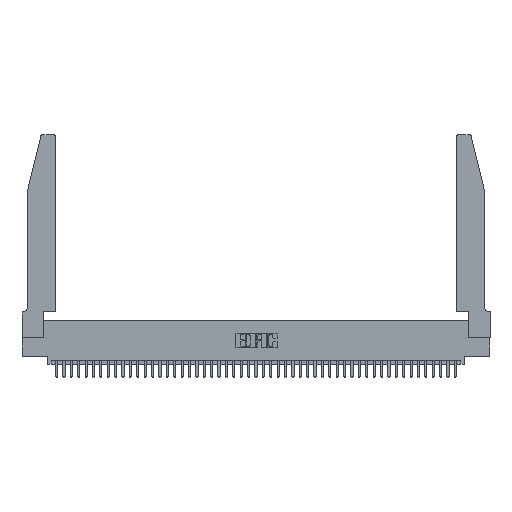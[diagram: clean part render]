
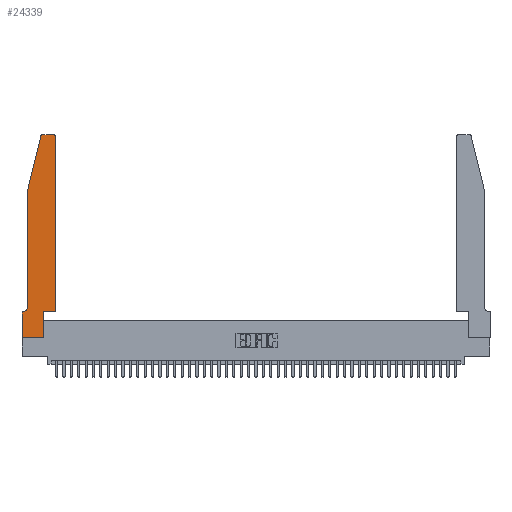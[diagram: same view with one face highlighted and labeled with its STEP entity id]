
A CAD part, top view. The second image highlights one B-rep face of the part: STEP entity #24339.
In plain terms, the highlighted planar face has unit normal (0, 0, 1).
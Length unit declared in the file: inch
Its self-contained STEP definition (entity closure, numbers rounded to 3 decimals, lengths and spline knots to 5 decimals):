
#434 = CARTESIAN_POINT ( 'NONE',  ( 0., 0., 0.37 ) ) ;
#1438 = CARTESIAN_POINT ( 'NONE',  ( 0.284, 2.75, 0.37 ) ) ;
#2010 = AXIS2_PLACEMENT_3D ( 'NONE', #38585, #14088, #46269 ) ;
#2751 = EDGE_CURVE ( 'NONE', #35491, #30306, #9630, .T. ) ;
#3111 = FACE_OUTER_BOUND ( 'NONE', #45966, .T. ) ;
#3221 = CARTESIAN_POINT ( 'NONE',  ( 0.4505, 0.35, 0.37 ) ) ;
#3706 = DIRECTION ( 'NONE',  ( 0., 1., 0. ) ) ;
#5008 = ORIENTED_EDGE ( 'NONE', *, *, #22146, .T. ) ;
#5443 = EDGE_CURVE ( 'NONE', #36205, #43041, #24067, .T. ) ;
#5525 = DIRECTION ( 'NONE',  ( 0., -1., 0. ) ) ;
#5867 = CARTESIAN_POINT ( 'NONE',  ( 0.2865, 0.35, 0.37 ) ) ;
#6149 = LINE ( 'NONE', #12671, #36422 ) ;
#6196 = CARTESIAN_POINT ( 'NONE',  ( 0., 0.35, 0.37 ) ) ;
#7217 = AXIS2_PLACEMENT_3D ( 'NONE', #31272, #20279, #32360 ) ;
#8437 = DIRECTION ( 'NONE',  ( -1., 0., 0. ) ) ;
#8508 = CARTESIAN_POINT ( 'NONE',  ( 0.0755, 0.42, 0.37 ) ) ;
#9630 = LINE ( 'NONE', #41926, #28714 ) ;
#9716 = CARTESIAN_POINT ( 'NONE',  ( 0.4205, 2.75, 0.37 ) ) ;
#10282 = CARTESIAN_POINT ( 'NONE',  ( 0.0755, 2., 0.37 ) ) ;
#10587 = CARTESIAN_POINT ( 'NONE',  ( 0., 0., 0.37 ) ) ;
#11839 = DIRECTION ( 'NONE',  ( 1., 0., 0. ) ) ;
#12166 = ORIENTED_EDGE ( 'NONE', *, *, #17294, .T. ) ;
#12671 = CARTESIAN_POINT ( 'NONE',  ( 0.0755, 2., 0.37 ) ) ;
#13245 = AXIS2_PLACEMENT_3D ( 'NONE', #13806, #38931, #24309 ) ;
#13376 = ORIENTED_EDGE ( 'NONE', *, *, #5443, .T. ) ;
#13806 = CARTESIAN_POINT ( 'NONE',  ( 0.4205, 2.72, 0.37 ) ) ;
#13818 = CIRCLE ( 'NONE', #7217, 0.03 ) ;
#14088 = DIRECTION ( 'NONE',  ( 0., 0., 1. ) ) ;
#15032 = ORIENTED_EDGE ( 'NONE', *, *, #34701, .T. ) ;
#15424 = EDGE_CURVE ( 'NONE', #36726, #42375, #35655, .T. ) ;
#15815 = DIRECTION ( 'NONE',  ( 0., 0., -1. ) ) ;
#16096 = CARTESIAN_POINT ( 'NONE',  ( 0.25487, 2.72718, 0.37 ) ) ;
#16704 = EDGE_CURVE ( 'NONE', #42375, #33456, #13818, .T. ) ;
#16721 = DIRECTION ( 'NONE',  ( 1., 0., 0. ) ) ;
#16927 = CARTESIAN_POINT ( 'NONE',  ( 0.0755, 0.35, 0.37 ) ) ;
#17294 = EDGE_CURVE ( 'NONE', #22121, #36726, #45764, .T. ) ;
#17307 = ORIENTED_EDGE ( 'NONE', *, *, #42250, .T. ) ;
#18075 = VERTEX_POINT ( 'NONE', #8508 ) ;
#18908 = EDGE_CURVE ( 'NONE', #45829, #36205, #38836, .T. ) ;
#19110 = CARTESIAN_POINT ( 'NONE',  ( 0.0755, 2., 0.37 ) ) ;
#19180 = EDGE_CURVE ( 'NONE', #43041, #35491, #38229, .T. ) ;
#20246 = AXIS2_PLACEMENT_3D ( 'NONE', #44350, #15815, #8437 ) ;
#20260 = ORIENTED_EDGE ( 'NONE', *, *, #19180, .T. ) ;
#20279 = DIRECTION ( 'NONE',  ( 0., 0., 1. ) ) ;
#20552 = VERTEX_POINT ( 'NONE', #29777 ) ;
#20863 = CARTESIAN_POINT ( 'NONE',  ( 0.2605, 2.75, 0.37 ) ) ;
#21016 = DIRECTION ( 'NONE',  ( -1., 0., 0. ) ) ;
#21902 = EDGE_CURVE ( 'NONE', #18075, #45829, #27851, .T. ) ;
#22121 = VERTEX_POINT ( 'NONE', #31608 ) ;
#22146 = EDGE_CURVE ( 'NONE', #33456, #24096, #45491, .T. ) ;
#24067 = LINE ( 'NONE', #10587, #34162 ) ;
#24096 = VERTEX_POINT ( 'NONE', #19110 ) ;
#24309 = DIRECTION ( 'NONE',  ( 1., 0., 0. ) ) ;
#24339 = ADVANCED_FACE ( 'NONE', ( #3111 ), #46415, .T. ) ;
#24746 = VECTOR ( 'NONE', #28192, 39.37008 ) ;
#25383 = DIRECTION ( 'NONE',  ( 0., 1., 0. ) ) ;
#26251 = VECTOR ( 'NONE', #16721, 39.37008 ) ;
#26577 = CARTESIAN_POINT ( 'NONE',  ( 0.2865, 0., 0.37 ) ) ;
#27701 = DIRECTION ( 'NONE',  ( -0.239, -0.971, 0. ) ) ;
#27851 = CIRCLE ( 'NONE', #20246, 0.07 ) ;
#28192 = DIRECTION ( 'NONE',  ( -1., 0., 0. ) ) ;
#28237 = CARTESIAN_POINT ( 'NONE',  ( 0., 0., 0.37 ) ) ;
#28714 = VECTOR ( 'NONE', #25383, 39.37008 ) ;
#29636 = ORIENTED_EDGE ( 'NONE', *, *, #15424, .T. ) ;
#29777 = CARTESIAN_POINT ( 'NONE',  ( 0.4505, 0.35, 0.37 ) ) ;
#30306 = VERTEX_POINT ( 'NONE', #5867 ) ;
#31272 = CARTESIAN_POINT ( 'NONE',  ( 0.284, 2.72, 0.37 ) ) ;
#31608 = CARTESIAN_POINT ( 'NONE',  ( 0.4505, 2.72, 0.37 ) ) ;
#32360 = DIRECTION ( 'NONE',  ( 1., 0., 0. ) ) ;
#33112 = ORIENTED_EDGE ( 'NONE', *, *, #21902, .T. ) ;
#33456 = VERTEX_POINT ( 'NONE', #16096 ) ;
#34162 = VECTOR ( 'NONE', #43068, 39.37008 ) ;
#34594 = CARTESIAN_POINT ( 'NONE',  ( 0.4505, 0.35, 0.37 ) ) ;
#34701 = EDGE_CURVE ( 'NONE', #24096, #18075, #6149, .T. ) ;
#35310 = LINE ( 'NONE', #3221, #40390 ) ;
#35491 = VERTEX_POINT ( 'NONE', #26577 ) ;
#35655 = LINE ( 'NONE', #20863, #40729 ) ;
#35830 = LINE ( 'NONE', #34594, #26251 ) ;
#35950 = VECTOR ( 'NONE', #27701, 39.37008 ) ;
#36123 = ORIENTED_EDGE ( 'NONE', *, *, #37347, .T. ) ;
#36205 = VERTEX_POINT ( 'NONE', #6196 ) ;
#36262 = CARTESIAN_POINT ( 'NONE',  ( 0.0055, 0.35, 0.37 ) ) ;
#36422 = VECTOR ( 'NONE', #5525, 39.37008 ) ;
#36726 = VERTEX_POINT ( 'NONE', #9716 ) ;
#37117 = VECTOR ( 'NONE', #11839, 39.37008 ) ;
#37347 = EDGE_CURVE ( 'NONE', #30306, #20552, #35830, .T. ) ;
#37627 = ORIENTED_EDGE ( 'NONE', *, *, #16704, .T. ) ;
#38037 = ORIENTED_EDGE ( 'NONE', *, *, #18908, .T. ) ;
#38229 = LINE ( 'NONE', #434, #37117 ) ;
#38585 = CARTESIAN_POINT ( 'NONE',  ( 0., 0.35, 0.37 ) ) ;
#38836 = LINE ( 'NONE', #16927, #24746 ) ;
#38931 = DIRECTION ( 'NONE',  ( 0., 0., 1. ) ) ;
#40390 = VECTOR ( 'NONE', #3706, 39.37008 ) ;
#40729 = VECTOR ( 'NONE', #21016, 39.37008 ) ;
#41926 = CARTESIAN_POINT ( 'NONE',  ( 0.2865, 0.35, 0.37 ) ) ;
#42250 = EDGE_CURVE ( 'NONE', #20552, #22121, #35310, .T. ) ;
#42375 = VERTEX_POINT ( 'NONE', #1438 ) ;
#43041 = VERTEX_POINT ( 'NONE', #28237 ) ;
#43068 = DIRECTION ( 'NONE',  ( 0., -1., 0. ) ) ;
#44253 = ORIENTED_EDGE ( 'NONE', *, *, #2751, .T. ) ;
#44350 = CARTESIAN_POINT ( 'NONE',  ( 0.0055, 0.42, 0.37 ) ) ;
#45491 = LINE ( 'NONE', #10282, #35950 ) ;
#45764 = CIRCLE ( 'NONE', #13245, 0.03 ) ;
#45829 = VERTEX_POINT ( 'NONE', #36262 ) ;
#45966 = EDGE_LOOP ( 'NONE', ( #29636, #37627, #5008, #15032, #33112, #38037, #13376, #20260, #44253, #36123, #17307, #12166 ) ) ;
#46269 = DIRECTION ( 'NONE',  ( 1., 0., 0. ) ) ;
#46415 = PLANE ( 'NONE',  #2010 ) ;
